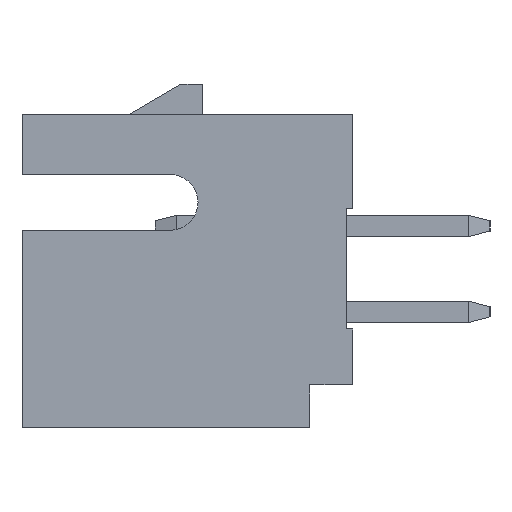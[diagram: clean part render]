
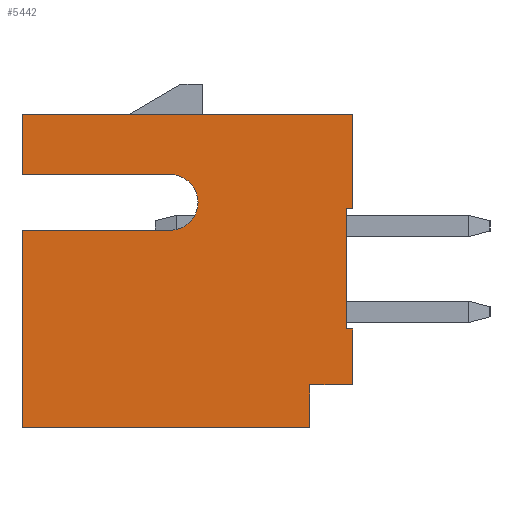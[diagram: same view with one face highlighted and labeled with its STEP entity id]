
A CAD part, left-side view. The second image highlights one B-rep face of the part: STEP entity #5442.
In plain terms, the highlighted planar face has unit normal (-1, 0, 0).
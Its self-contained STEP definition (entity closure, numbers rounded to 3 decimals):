
#5=DIRECTION('',(0.,0.,1.));
#6=VECTOR('',#5,1.3);
#7=CARTESIAN_POINT('',(-12.,0.,-2.65));
#8=LINE('',#7,#6);
#25=DIRECTION('',(0.,0.,1.));
#26=VECTOR('',#25,2.2);
#27=CARTESIAN_POINT('',(-12.,0.,1.45));
#28=LINE('',#27,#26);
#74=DIRECTION('',(0.,0.,1.));
#75=VECTOR('',#74,1.);
#76=CARTESIAN_POINT('',(-12.,1.,-3.65));
#77=LINE('',#76,#75);
#78=DIRECTION('',(0.,1.,0.));
#79=VECTOR('',#78,6.7);
#80=CARTESIAN_POINT('',(-12.,1.,-3.65));
#81=LINE('',#80,#79);
#82=DIRECTION('',(0.,-1.,0.));
#83=VECTOR('',#82,3.45);
#84=CARTESIAN_POINT('',(-12.,7.7,0.95));
#85=LINE('',#84,#83);
#86=CARTESIAN_POINT('',(-12.,4.25,1.6));
#87=DIRECTION('',(1.,0.,0.));
#88=DIRECTION('',(0.,0.,1.));
#89=AXIS2_PLACEMENT_3D('',#86,#87,#88);
#91=DIRECTION('',(0.,-1.,0.));
#92=VECTOR('',#91,3.45);
#93=CARTESIAN_POINT('',(-12.,7.7,2.25));
#94=LINE('',#93,#92);
#95=DIRECTION('',(0.,1.,0.));
#96=VECTOR('',#95,0.15);
#97=CARTESIAN_POINT('',(-12.,0.,1.45));
#98=LINE('',#97,#96);
#99=DIRECTION('',(0.,0.,1.));
#100=VECTOR('',#99,2.8);
#101=CARTESIAN_POINT('',(-12.,0.15,-1.35));
#102=LINE('',#101,#100);
#103=DIRECTION('',(0.,1.,0.));
#104=VECTOR('',#103,0.15);
#105=CARTESIAN_POINT('',(-12.,0.,-1.35));
#106=LINE('',#105,#104);
#107=DIRECTION('',(0.,1.,0.));
#108=VECTOR('',#107,1.);
#109=CARTESIAN_POINT('',(-12.,0.,-2.65));
#110=LINE('',#109,#108);
#195=DIRECTION('',(0.,0.,1.));
#196=VECTOR('',#195,4.6);
#197=CARTESIAN_POINT('',(-12.,7.7,-3.65));
#198=LINE('',#197,#196);
#223=DIRECTION('',(0.,0.,1.));
#224=VECTOR('',#223,1.4);
#225=CARTESIAN_POINT('',(-12.,7.7,2.25));
#226=LINE('',#225,#224);
#861=DIRECTION('',(0.,1.,0.));
#862=VECTOR('',#861,7.7);
#863=CARTESIAN_POINT('',(-12.,0.,3.65));
#864=LINE('',#863,#862);
#4081=CARTESIAN_POINT('',(-12.,0.,3.65));
#4083=VERTEX_POINT('',#4081);
#4085=CARTESIAN_POINT('',(-12.,7.7,3.65));
#4086=VERTEX_POINT('',#4085);
#4093=CARTESIAN_POINT('',(-12.,0.,-2.65));
#4095=VERTEX_POINT('',#4093);
#4097=CARTESIAN_POINT('',(-12.,1.,-3.65));
#4098=CARTESIAN_POINT('',(-12.,1.,-2.65));
#4099=VERTEX_POINT('',#4097);
#4100=VERTEX_POINT('',#4098);
#4101=CARTESIAN_POINT('',(-12.,7.7,2.25));
#4102=CARTESIAN_POINT('',(-12.,4.25,2.25));
#4103=VERTEX_POINT('',#4101);
#4104=VERTEX_POINT('',#4102);
#4105=CARTESIAN_POINT('',(-12.,7.7,0.95));
#4106=CARTESIAN_POINT('',(-12.,4.25,0.95));
#4107=VERTEX_POINT('',#4105);
#4108=VERTEX_POINT('',#4106);
#4121=CARTESIAN_POINT('',(-12.,0.,-1.35));
#4122=VERTEX_POINT('',#4121);
#4125=CARTESIAN_POINT('',(-12.,7.7,-3.65));
#4126=VERTEX_POINT('',#4125);
#4139=CARTESIAN_POINT('',(-12.,0.,1.45));
#4140=VERTEX_POINT('',#4139);
#4141=CARTESIAN_POINT('',(-12.,0.15,-1.35));
#4142=VERTEX_POINT('',#4141);
#4143=CARTESIAN_POINT('',(-12.,0.15,1.45));
#4144=VERTEX_POINT('',#4143);
#5411=CARTESIAN_POINT('',(-12.,0.,-3.65));
#5412=DIRECTION('',(-1.,0.,0.));
#5413=DIRECTION('',(0.,0.,1.));
#5414=AXIS2_PLACEMENT_3D('',#5411,#5412,#5413);
#5415=PLANE('',#5414);
#5416=ORIENTED_EDGE('',*,*,#5402,.F.);
#5418=ORIENTED_EDGE('',*,*,#5417,.T.);
#5420=ORIENTED_EDGE('',*,*,#5419,.T.);
#5422=ORIENTED_EDGE('',*,*,#5421,.T.);
#5424=ORIENTED_EDGE('',*,*,#5423,.F.);
#5426=ORIENTED_EDGE('',*,*,#5425,.F.);
#5428=ORIENTED_EDGE('',*,*,#5427,.T.);
#5430=ORIENTED_EDGE('',*,*,#5429,.F.);
#5431=ORIENTED_EDGE('',*,*,#5342,.F.);
#5433=ORIENTED_EDGE('',*,*,#5432,.T.);
#5435=ORIENTED_EDGE('',*,*,#5434,.F.);
#5437=ORIENTED_EDGE('',*,*,#5436,.F.);
#5438=ORIENTED_EDGE('',*,*,#5324,.F.);
#5439=ORIENTED_EDGE('',*,*,#5359,.T.);
#5440=EDGE_LOOP('',(#5416,#5418,#5420,#5422,#5424,#5426,#5428,#5430,#5431,#5433,
#5435,#5437,#5438,#5439));
#5441=FACE_OUTER_BOUND('',#5440,.F.);
#90=CIRCLE('',#89,0.65);
#5324=EDGE_CURVE('',#4095,#4122,#8,.T.);
#5342=EDGE_CURVE('',#4140,#4083,#28,.T.);
#5359=EDGE_CURVE('',#4095,#4100,#110,.T.);
#5402=EDGE_CURVE('',#4099,#4100,#77,.T.);
#5417=EDGE_CURVE('',#4099,#4126,#81,.T.);
#5419=EDGE_CURVE('',#4126,#4107,#198,.T.);
#5421=EDGE_CURVE('',#4107,#4108,#85,.T.);
#5423=EDGE_CURVE('',#4104,#4108,#90,.T.);
#5425=EDGE_CURVE('',#4103,#4104,#94,.T.);
#5427=EDGE_CURVE('',#4103,#4086,#226,.T.);
#5429=EDGE_CURVE('',#4083,#4086,#864,.T.);
#5432=EDGE_CURVE('',#4140,#4144,#98,.T.);
#5434=EDGE_CURVE('',#4142,#4144,#102,.T.);
#5436=EDGE_CURVE('',#4122,#4142,#106,.T.);
#5442=ADVANCED_FACE('',(#5441),#5415,.T.);
